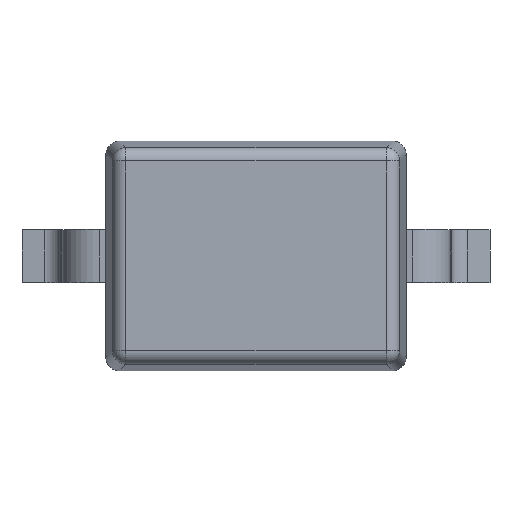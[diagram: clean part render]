
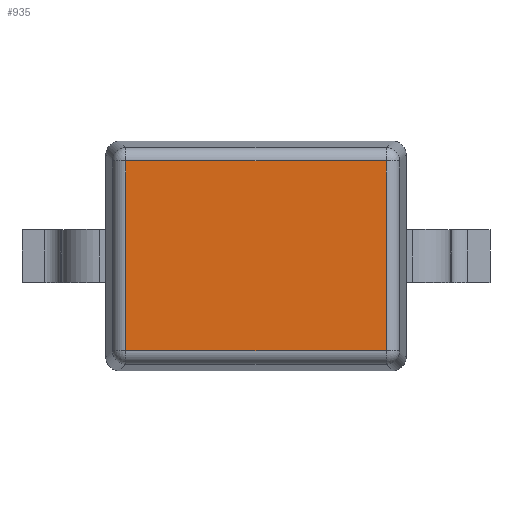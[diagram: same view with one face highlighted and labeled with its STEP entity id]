
A CAD part, top view. The second image highlights one B-rep face of the part: STEP entity #935.
In plain terms, the highlighted face is planar.
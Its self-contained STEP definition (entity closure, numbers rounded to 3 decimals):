
#39=DIRECTION('',(0.,0.,1.));
#40=VECTOR('',#39,1.475);
#41=CARTESIAN_POINT('',(-0.537,0.368,-0.737));
#42=LINE('',#41,#40);
#78=DIRECTION('',(1.,0.,0.));
#79=VECTOR('',#78,1.075);
#80=CARTESIAN_POINT('',(-0.537,0.368,0.737));
#81=LINE('',#80,#79);
#116=DIRECTION('',(0.,0.,-1.));
#117=VECTOR('',#116,1.475);
#118=CARTESIAN_POINT('',(0.537,0.368,0.737));
#119=LINE('',#118,#117);
#324=DIRECTION('',(-1.,0.,0.));
#325=VECTOR('',#324,1.075);
#326=CARTESIAN_POINT('',(0.537,0.368,-0.737));
#327=LINE('',#326,#325);
#808=CARTESIAN_POINT('',(0.537,0.368,0.737));
#809=CARTESIAN_POINT('',(0.537,0.368,-0.737));
#810=VERTEX_POINT('',#808);
#811=VERTEX_POINT('',#809);
#864=CARTESIAN_POINT('',(-0.537,0.368,0.737));
#865=VERTEX_POINT('',#864);
#868=CARTESIAN_POINT('',(-0.537,0.368,-0.737));
#869=VERTEX_POINT('',#868);
#920=CARTESIAN_POINT('',(0.,0.368,0.));
#921=DIRECTION('',(0.,1.,0.));
#922=DIRECTION('',(1.,0.,0.));
#923=AXIS2_PLACEMENT_3D('',#920,#921,#922);
#924=PLANE('',#923);
#926=ORIENTED_EDGE('',*,*,#925,.F.);
#928=ORIENTED_EDGE('',*,*,#927,.F.);
#930=ORIENTED_EDGE('',*,*,#929,.F.);
#932=ORIENTED_EDGE('',*,*,#931,.F.);
#933=EDGE_LOOP('',(#926,#928,#930,#932));
#934=FACE_OUTER_BOUND('',#933,.F.);
#935=ADVANCED_FACE('',(#934),#924,.T.);
#925=EDGE_CURVE('',#869,#865,#42,.T.);
#927=EDGE_CURVE('',#811,#869,#327,.T.);
#929=EDGE_CURVE('',#810,#811,#119,.T.);
#931=EDGE_CURVE('',#865,#810,#81,.T.);
